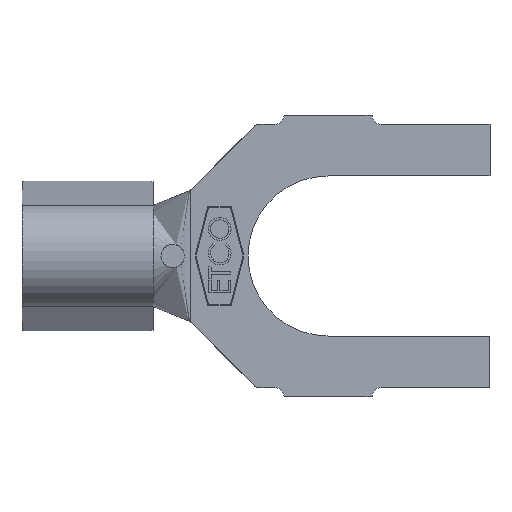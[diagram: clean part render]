
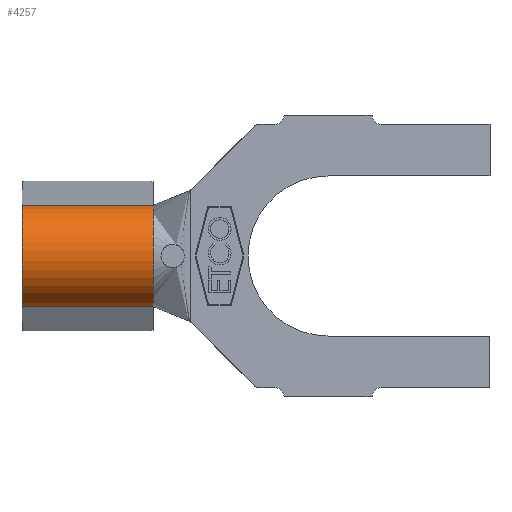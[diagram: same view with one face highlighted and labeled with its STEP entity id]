
A CAD part, front view. The second image highlights one B-rep face of the part: STEP entity #4257.
In plain terms, the highlighted cylindrical face has radius 1.422 mm (diameter 2.845 mm), a partial arc.
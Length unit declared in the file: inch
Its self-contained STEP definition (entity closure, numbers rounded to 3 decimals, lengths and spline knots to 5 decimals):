
#121 = DIRECTION ( 'NONE',  ( 1., 0., 0. ) ) ;
#182 = CYLINDRICAL_SURFACE ( 'NONE', #5911, 0.056 ) ;
#496 = ORIENTED_EDGE ( 'NONE', *, *, #3814, .F. ) ;
#505 = ORIENTED_EDGE ( 'NONE', *, *, #2019, .F. ) ;
#537 = ORIENTED_EDGE ( 'NONE', *, *, #1701, .T. ) ;
#573 = ORIENTED_EDGE ( 'NONE', *, *, #3877, .T. ) ;
#624 = DIRECTION ( 'NONE',  ( 0., 0., -1. ) ) ;
#787 = VECTOR ( 'NONE', #3442, 39.37008 ) ;
#1478 = CARTESIAN_POINT ( 'NONE',  ( -0.327, 0.04149, 0.05409 ) ) ;
#1557 = CARTESIAN_POINT ( 'NONE',  ( -0.327, 0.056, 0. ) ) ;
#1587 = CIRCLE ( 'NONE', #4320, 0.056 ) ;
#1701 = EDGE_CURVE ( 'NONE', #6176, #3440, #1587, .T. ) ;
#2019 = EDGE_CURVE ( 'NONE', #6176, #5163, #5660, .T. ) ;
#2301 = CARTESIAN_POINT ( 'NONE',  ( -0.327, 0.056, 0. ) ) ;
#2422 = CIRCLE ( 'NONE', #5031, 0.056 ) ;
#2722 = VECTOR ( 'NONE', #121, 39.37008 ) ;
#2725 = LINE ( 'NONE', #4593, #2722 ) ;
#3163 = CARTESIAN_POINT ( 'NONE',  ( -0.187, 0.056, 0. ) ) ;
#3407 = CARTESIAN_POINT ( 'NONE',  ( -0.327, 0.04149, 0.05409 ) ) ;
#3440 = VERTEX_POINT ( 'NONE', #4051 ) ;
#3441 = VERTEX_POINT ( 'NONE', #5780 ) ;
#3442 = DIRECTION ( 'NONE',  ( 1., 0., 0. ) ) ;
#3516 = DIRECTION ( 'NONE',  ( 1., 0., 0. ) ) ;
#3559 = CARTESIAN_POINT ( 'NONE',  ( -0.187, 0.04149, 0.05409 ) ) ;
#3814 = EDGE_CURVE ( 'NONE', #5163, #3441, #2422, .T. ) ;
#3877 = EDGE_CURVE ( 'NONE', #3440, #3441, #2725, .T. ) ;
#4051 = CARTESIAN_POINT ( 'NONE',  ( -0.327, 0.04149, -0.05409 ) ) ;
#4213 = DIRECTION ( 'NONE',  ( 1., 0., 0. ) ) ;
#4257 = ADVANCED_FACE ( 'NONE', ( #4634 ), #182, .T. ) ;
#4320 = AXIS2_PLACEMENT_3D ( 'NONE', #1557, #3516, #5310 ) ;
#4593 = CARTESIAN_POINT ( 'NONE',  ( -0.327, 0.04149, -0.05409 ) ) ;
#4634 = FACE_OUTER_BOUND ( 'NONE', #4690, .T. ) ;
#4690 = EDGE_LOOP ( 'NONE', ( #496, #505, #537, #573 ) ) ;
#4985 = DIRECTION ( 'NONE',  ( 1., 0., 0. ) ) ;
#5031 = AXIS2_PLACEMENT_3D ( 'NONE', #3163, #4985, #624 ) ;
#5163 = VERTEX_POINT ( 'NONE', #3559 ) ;
#5310 = DIRECTION ( 'NONE',  ( 0., 0., -1. ) ) ;
#5660 = LINE ( 'NONE', #1478, #787 ) ;
#5780 = CARTESIAN_POINT ( 'NONE',  ( -0.187, 0.04149, -0.05409 ) ) ;
#5911 = AXIS2_PLACEMENT_3D ( 'NONE', #2301, #4213, #5924 ) ;
#5924 = DIRECTION ( 'NONE',  ( 0., 0., -1. ) ) ;
#6176 = VERTEX_POINT ( 'NONE', #3407 ) ;
